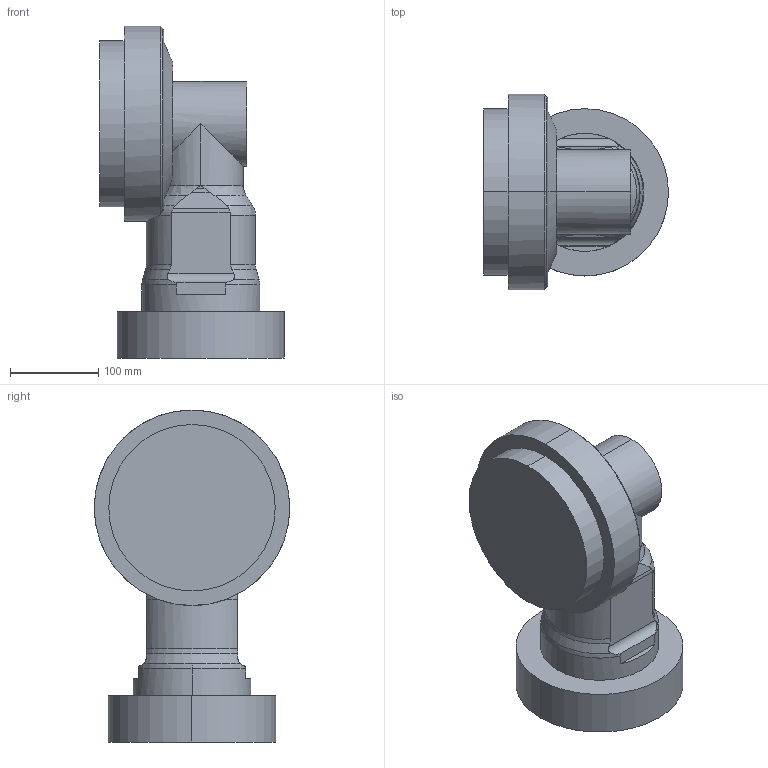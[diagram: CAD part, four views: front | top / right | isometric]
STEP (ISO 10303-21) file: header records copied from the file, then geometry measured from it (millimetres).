
FILE_DESCRIPTION (( 'STEP AP203' ), '1' );
FILE_NAME ('430-j4_Default_sldprt.STEP', '2021-08-15T18:12:50', ( '' ), ( '' ), 'SwSTEP 2.0', 'SolidWorks 2021', '' );
FILE_SCHEMA (( 'CONFIG_CONTROL_DESIGN' ));
Length unit declared in the file: millimetre
Products named in the file (1): 430-j4_Default_sldprt
Bounding box: 210 x 222 x 377 mm (x, y, z)
Volume: 6626389.3 mm3; surface area: 273117.8 mm2
Topology: 1 solids, 1 shells, 62 faces, 169 edges, 111 vertices
Faces by surface type: cylinder 22, plane 17, bspline 14, cone 9
Entity records: 2788 total; most frequent: CARTESIAN_POINT 1281, ORIENTED_EDGE 338, DIRECTION 255, EDGE_CURVE 169, VERTEX_POINT 111, AXIS2_PLACEMENT_3D 108, B_SPLINE_CURVE_WITH_KNOTS 70, EDGE_LOOP 64
